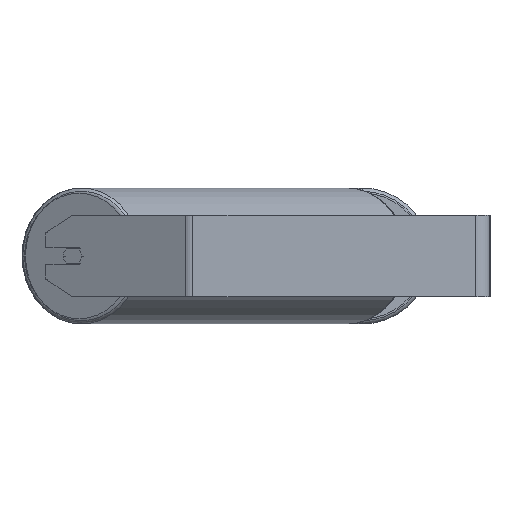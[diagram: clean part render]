
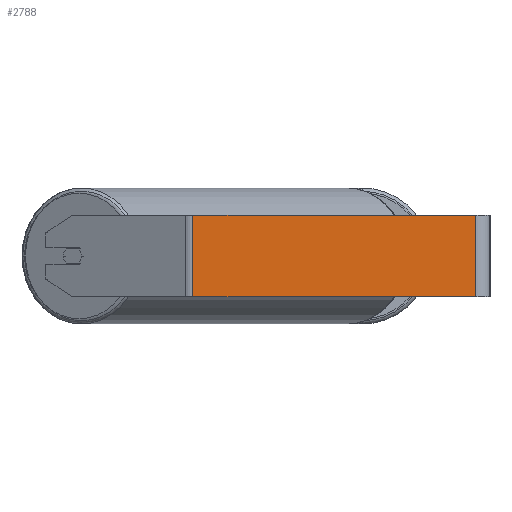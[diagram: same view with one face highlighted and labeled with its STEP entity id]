
A CAD part, left-side view. The second image highlights one B-rep face of the part: STEP entity #2788.
In plain terms, the highlighted planar face has unit normal (-1, 0, 0).
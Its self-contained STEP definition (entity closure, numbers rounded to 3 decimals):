
#5 = CARTESIAN_POINT ( 'NONE',  ( -840., 290.764, 40. ) ) ;
#171 = PLANE ( 'NONE',  #6151 ) ;
#373 = EDGE_CURVE ( 'NONE', #3542, #2709, #2663, .T. ) ;
#427 = EDGE_CURVE ( 'NONE', #430, #2709, #8013, .T. ) ;
#430 = VERTEX_POINT ( 'NONE', #4682 ) ;
#1501 = CARTESIAN_POINT ( 'NONE',  ( -840., 294.516, 40. ) ) ;
#1662 = EDGE_CURVE ( 'NONE', #3869, #430, #5866, .T. ) ;
#2043 = VECTOR ( 'NONE', #4486, 1000. ) ;
#2074 = DIRECTION ( 'NONE',  ( 0., -1., 0. ) ) ;
#2120 = DIRECTION ( 'NONE',  ( 0., 0., -1. ) ) ;
#2208 = DIRECTION ( 'NONE',  ( 0., 0., -1. ) ) ;
#2496 = VECTOR ( 'NONE', #4545, 1000. ) ;
#2663 = LINE ( 'NONE', #8093, #6252 ) ;
#2709 = VERTEX_POINT ( 'NONE', #3375 ) ;
#2788 = ADVANCED_FACE ( 'NONE', ( #2830 ), #171, .F. ) ;
#2829 = ORIENTED_EDGE ( 'NONE', *, *, #373, .F. ) ;
#2830 = FACE_OUTER_BOUND ( 'NONE', #3514, .T. ) ;
#3375 = CARTESIAN_POINT ( 'NONE',  ( -840., 14., -40. ) ) ;
#3514 = EDGE_LOOP ( 'NONE', ( #3824, #2829, #7558, #6739 ) ) ;
#3542 = VERTEX_POINT ( 'NONE', #4289 ) ;
#3824 = ORIENTED_EDGE ( 'NONE', *, *, #427, .T. ) ;
#3869 = VERTEX_POINT ( 'NONE', #5 ) ;
#4184 = EDGE_CURVE ( 'NONE', #3869, #3542, #6539, .T. ) ;
#4289 = CARTESIAN_POINT ( 'NONE',  ( -840., 14., 40. ) ) ;
#4486 = DIRECTION ( 'NONE',  ( 0., 0., -1. ) ) ;
#4545 = DIRECTION ( 'NONE',  ( 0., -1., 0. ) ) ;
#4682 = CARTESIAN_POINT ( 'NONE',  ( -840., 290.764, -40. ) ) ;
#5075 = CARTESIAN_POINT ( 'NONE',  ( -840., 290.764, 40. ) ) ;
#5866 = LINE ( 'NONE', #5075, #2043 ) ;
#5993 = VECTOR ( 'NONE', #2074, 1000. ) ;
#6151 = AXIS2_PLACEMENT_3D ( 'NONE', #1501, #8229, #2208 ) ;
#6252 = VECTOR ( 'NONE', #2120, 1000. ) ;
#6539 = LINE ( 'NONE', #8629, #2496 ) ;
#6739 = ORIENTED_EDGE ( 'NONE', *, *, #1662, .T. ) ;
#7558 = ORIENTED_EDGE ( 'NONE', *, *, #4184, .F. ) ;
#8013 = LINE ( 'NONE', #8187, #5993 ) ;
#8093 = CARTESIAN_POINT ( 'NONE',  ( -840., 14., 40. ) ) ;
#8187 = CARTESIAN_POINT ( 'NONE',  ( -840., 294.516, -40. ) ) ;
#8229 = DIRECTION ( 'NONE',  ( 1., 0., 0. ) ) ;
#8629 = CARTESIAN_POINT ( 'NONE',  ( -840., 294.516, 40. ) ) ;
